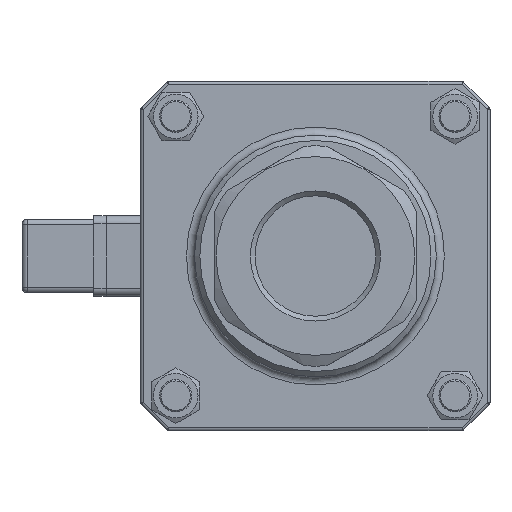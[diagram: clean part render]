
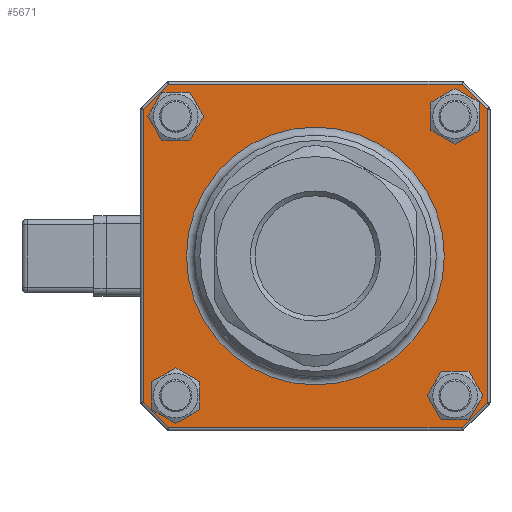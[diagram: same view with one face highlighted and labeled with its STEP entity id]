
A CAD part, front view. The second image highlights one B-rep face of the part: STEP entity #5671.
In plain terms, the highlighted planar face has unit normal (0, -1, 0).
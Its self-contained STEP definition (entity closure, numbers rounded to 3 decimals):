
#122=FACE_BOUND('',#1302,.T.);
#123=FACE_BOUND('',#1303,.T.);
#124=FACE_BOUND('',#1304,.T.);
#125=FACE_BOUND('',#1305,.T.);
#126=FACE_BOUND('',#1306,.T.);
#452=CIRCLE('',#6084,48.);
#453=CIRCLE('',#6085,8.3);
#454=CIRCLE('',#6086,8.3);
#455=CIRCLE('',#6087,8.3);
#456=CIRCLE('',#6088,8.3);
#724=PLANE('',#6083);
#912=FACE_OUTER_BOUND('',#1301,.T.);
#1301=EDGE_LOOP('',(#4056,#4057,#4058,#4059,#4060,#4061,#4062,#4063));
#1302=EDGE_LOOP('',(#4064));
#1303=EDGE_LOOP('',(#4065));
#1304=EDGE_LOOP('',(#4066));
#1305=EDGE_LOOP('',(#4067));
#1306=EDGE_LOOP('',(#4068));
#1803=LINE('',#9108,#2181);
#1804=LINE('',#9110,#2182);
#1805=LINE('',#9112,#2183);
#1806=LINE('',#9114,#2184);
#1807=LINE('',#9116,#2185);
#1808=LINE('',#9118,#2186);
#1809=LINE('',#9120,#2187);
#1810=LINE('',#9121,#2188);
#2181=VECTOR('',#6869,109.172);
#2182=VECTOR('',#6870,13.314);
#2183=VECTOR('',#6871,109.172);
#2184=VECTOR('',#6872,13.314);
#2185=VECTOR('',#6873,109.172);
#2186=VECTOR('',#6874,13.314);
#2187=VECTOR('',#6875,109.172);
#2188=VECTOR('',#6876,13.314);
#2649=VERTEX_POINT('',#9106);
#2650=VERTEX_POINT('',#9107);
#2651=VERTEX_POINT('',#9109);
#2652=VERTEX_POINT('',#9111);
#2653=VERTEX_POINT('',#9113);
#2654=VERTEX_POINT('',#9115);
#2655=VERTEX_POINT('',#9117);
#2656=VERTEX_POINT('',#9119);
#2657=VERTEX_POINT('',#9122);
#2658=VERTEX_POINT('',#9124);
#2659=VERTEX_POINT('',#9126);
#2660=VERTEX_POINT('',#9128);
#2661=VERTEX_POINT('',#9130);
#3208=EDGE_CURVE('',#2649,#2650,#1803,.T.);
#3209=EDGE_CURVE('',#2650,#2651,#1804,.T.);
#3210=EDGE_CURVE('',#2651,#2652,#1805,.T.);
#3211=EDGE_CURVE('',#2652,#2653,#1806,.T.);
#3212=EDGE_CURVE('',#2653,#2654,#1807,.T.);
#3213=EDGE_CURVE('',#2654,#2655,#1808,.T.);
#3214=EDGE_CURVE('',#2655,#2656,#1809,.T.);
#3215=EDGE_CURVE('',#2656,#2649,#1810,.T.);
#3216=EDGE_CURVE('',#2657,#2657,#452,.T.);
#3217=EDGE_CURVE('',#2658,#2658,#453,.T.);
#3218=EDGE_CURVE('',#2659,#2659,#454,.T.);
#3219=EDGE_CURVE('',#2660,#2660,#455,.T.);
#3220=EDGE_CURVE('',#2661,#2661,#456,.T.);
#4056=ORIENTED_EDGE('',*,*,#3208,.T.);
#4057=ORIENTED_EDGE('',*,*,#3209,.T.);
#4058=ORIENTED_EDGE('',*,*,#3210,.T.);
#4059=ORIENTED_EDGE('',*,*,#3211,.T.);
#4060=ORIENTED_EDGE('',*,*,#3212,.T.);
#4061=ORIENTED_EDGE('',*,*,#3213,.T.);
#4062=ORIENTED_EDGE('',*,*,#3214,.T.);
#4063=ORIENTED_EDGE('',*,*,#3215,.T.);
#4064=ORIENTED_EDGE('',*,*,#3216,.T.);
#4065=ORIENTED_EDGE('',*,*,#3217,.F.);
#4066=ORIENTED_EDGE('',*,*,#3218,.F.);
#4067=ORIENTED_EDGE('',*,*,#3219,.F.);
#4068=ORIENTED_EDGE('',*,*,#3220,.F.);
#5671=ADVANCED_FACE('',(#912,#122,#123,#124,#125,#126),#724,.F.);
#6083=AXIS2_PLACEMENT_3D('',#9105,#6867,#6868);
#6084=AXIS2_PLACEMENT_3D('',#9123,#6877,#6878);
#6085=AXIS2_PLACEMENT_3D('',#9125,#6879,#6880);
#6086=AXIS2_PLACEMENT_3D('',#9127,#6881,#6882);
#6087=AXIS2_PLACEMENT_3D('',#9129,#6883,#6884);
#6088=AXIS2_PLACEMENT_3D('',#9131,#6885,#6886);
#6867=DIRECTION('center_axis',(0.,1.,0.));
#6868=DIRECTION('ref_axis',(1.,0.,0.));
#6869=DIRECTION('',(0.,0.,-1.));
#6870=DIRECTION('',(0.707,0.,-0.707));
#6871=DIRECTION('',(1.,0.,0.));
#6872=DIRECTION('',(0.707,0.,0.707));
#6873=DIRECTION('',(0.,0.,1.));
#6874=DIRECTION('',(-0.707,0.,0.707));
#6875=DIRECTION('',(-1.,0.,0.));
#6876=DIRECTION('',(-0.707,0.,-0.707));
#6877=DIRECTION('center_axis',(0.,1.,0.));
#6878=DIRECTION('ref_axis',(1.,0.,0.));
#6879=DIRECTION('center_axis',(0.,-1.,0.));
#6880=DIRECTION('ref_axis',(0.,0.,
1.));
#6881=DIRECTION('center_axis',(0.,-1.,0.));
#6882=DIRECTION('ref_axis',(0.,0.,
-1.));
#6883=DIRECTION('center_axis',(0.,-1.,0.));
#6884=DIRECTION('ref_axis',(1.,0.,0.));
#6885=DIRECTION('center_axis',(0.,-1.,0.));
#6886=DIRECTION('ref_axis',(-1.,0.,0.));
#9105=CARTESIAN_POINT('Origin',(65.,10.5,65.));
#9106=CARTESIAN_POINT('',(-64.,10.5,54.586));
#9107=CARTESIAN_POINT('',(-64.,10.5,-54.586));
#9108=CARTESIAN_POINT('',(-64.,10.5,-54.586));
#9109=CARTESIAN_POINT('',(-54.586,10.5,-64.));
#9110=CARTESIAN_POINT('',(-54.586,10.5,-64.));
#9111=CARTESIAN_POINT('',(54.586,10.5,-64.));
#9112=CARTESIAN_POINT('',(54.586,10.5,-64.));
#9113=CARTESIAN_POINT('',(64.,10.5,-54.586));
#9114=CARTESIAN_POINT('',(64.,10.5,-54.586));
#9115=CARTESIAN_POINT('',(64.,10.5,54.586));
#9116=CARTESIAN_POINT('',(64.,10.5,54.586));
#9117=CARTESIAN_POINT('',(54.586,10.5,64.));
#9118=CARTESIAN_POINT('',(54.586,10.5,64.));
#9119=CARTESIAN_POINT('',(-54.586,10.5,64.));
#9120=CARTESIAN_POINT('',(-54.586,10.5,64.));
#9121=CARTESIAN_POINT('',(-64.,10.5,54.586));
#9122=CARTESIAN_POINT('',(48.,10.5,0.));
#9123=CARTESIAN_POINT('Origin',(0.,10.5,0.));
#9124=CARTESIAN_POINT('',(52.,10.5,60.3));
#9125=CARTESIAN_POINT('Origin',(52.,10.5,52.));
#9126=CARTESIAN_POINT('',(-52.,10.5,-60.3));
#9127=CARTESIAN_POINT('Origin',(-52.,10.5,-52.));
#9128=CARTESIAN_POINT('',(60.3,10.5,-52.));
#9129=CARTESIAN_POINT('Origin',(52.,10.5,-52.));
#9130=CARTESIAN_POINT('',(-60.3,10.5,52.));
#9131=CARTESIAN_POINT('Origin',(-52.,10.5,52.));
